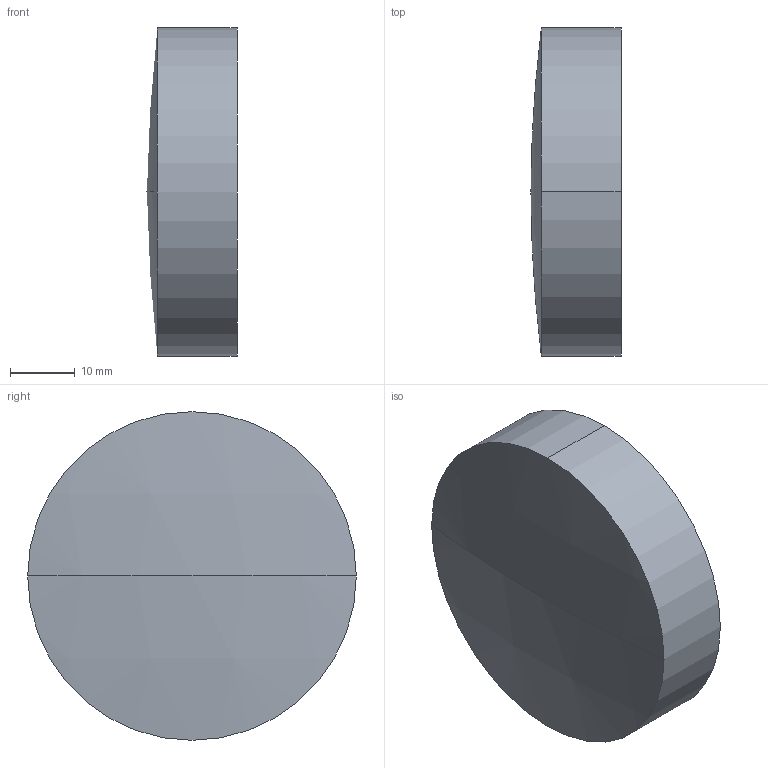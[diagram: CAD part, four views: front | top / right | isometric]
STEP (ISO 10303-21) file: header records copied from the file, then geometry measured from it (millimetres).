
FILE_DESCRIPTION (( 'STEP AP214' ), '1' );
FILE_NAME ('4878-E0W.step', '2007-11-09T01:59:07', ( ' ' ), ( ' ' ), 'SwSTEP 2.0', 'SolidWorks 2007', '' );
FILE_SCHEMA (( 'AUTOMOTIVE_DESIGN' ));
Length unit declared in the file: inch
Products named in the file (1): 4878-E0W
Bounding box: 13.93 x 50.8 x 50.8 mm (x, y, z)
Volume: 17169.2 mm3; surface area: 6276.4 mm2
Topology: 1 solids, 1 shells, 6 faces, 14 edges, 10 vertices
Faces by surface type: sphere 4, cylinder 2
Entity records: 291 total; most frequent: DIRECTION 40, CARTESIAN_POINT 31, ORIENTED_EDGE 28, AXIS2_PLACEMENT_3D 19, EDGE_CURVE 14, CIRCLE 12, VERTEX_POINT 10, UNCERTAINTY_MEASURE_WITH_UNIT 8
